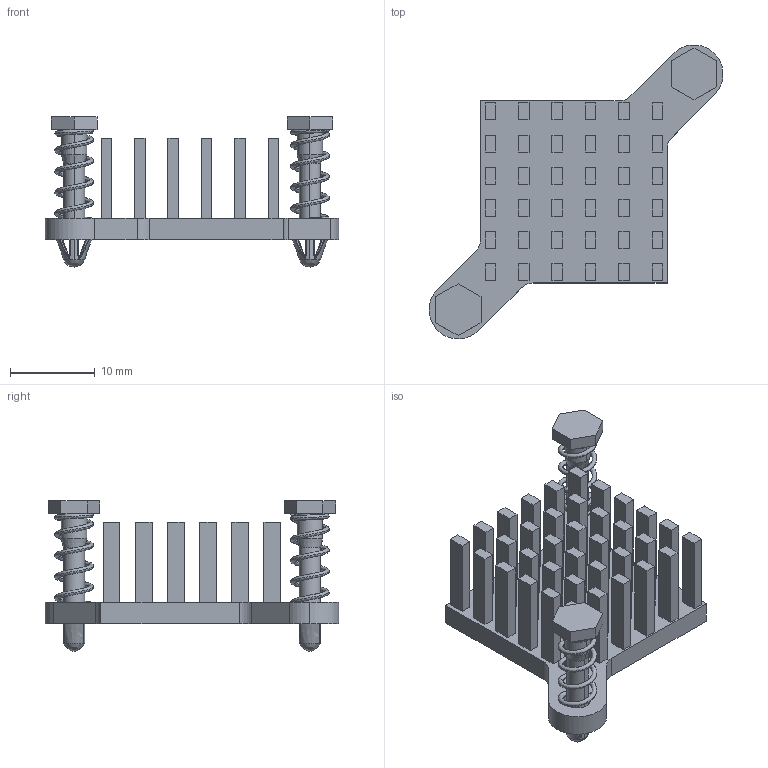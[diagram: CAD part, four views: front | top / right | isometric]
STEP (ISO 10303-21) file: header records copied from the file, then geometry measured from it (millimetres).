
FILE_DESCRIPTION(('FreeCAD Model'),'2;1');
FILE_NAME('21x21.960-21-12-D-AB-0.STEP','2020-10-14T21:19:40',('Author'),('' ),'Open CASCADE STEP processor 7.3','FreeCAD','Unknown');
FILE_SCHEMA(('AUTOMOTIVE_DESIGN { 1 0 10303 214 1 1 1 1 }'));
Length unit declared in the file: millimetre
Products named in the file (1): Fusion
Bounding box: 34.7 x 34.69 x 17.75 mm (x, y, z)
Volume: 2585 mm3; surface area: 4377.2 mm2
Topology: 1 solids, 1 shells, 359 faces, 905 edges, 582 vertices
Faces by surface type: plane 252, bspline 56, cylinder 43, cone 8
Entity records: 36517 total; most frequent: CARTESIAN_POINT 17329, DIRECTION 2567, ORIENTED_EDGE 1810, PCURVE 1810, DEFINITIONAL_REPRESENTATION 1810, LINE 1731, VECTOR 1731, EDGE_CURVE 905
